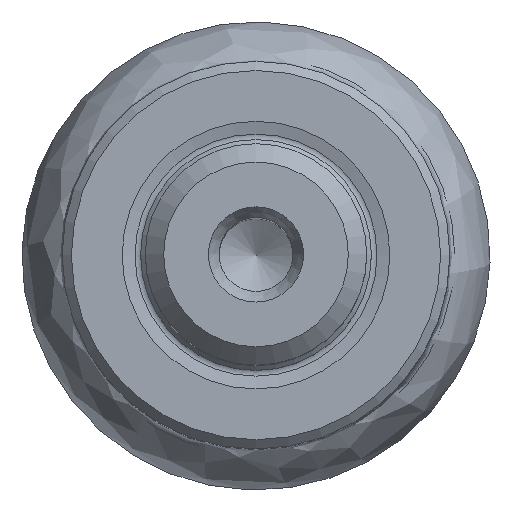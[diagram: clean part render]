
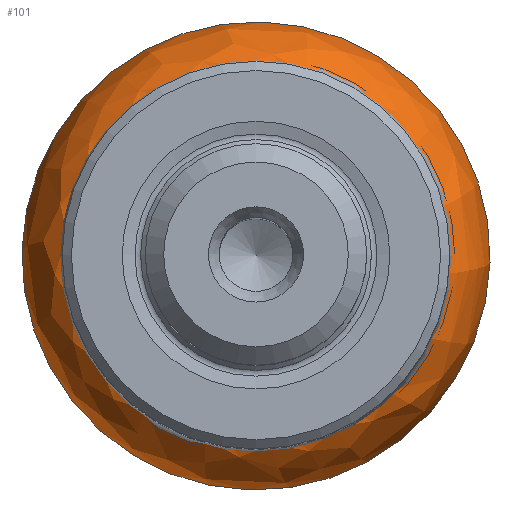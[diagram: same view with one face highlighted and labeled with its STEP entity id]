
A CAD part, top view. The second image highlights one B-rep face of the part: STEP entity #101.
In plain terms, the highlighted face is a revolution surface.
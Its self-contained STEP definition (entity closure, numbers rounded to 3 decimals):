
#31=SURFACE_OF_REVOLUTION('',#306,#32);
#32=AXIS1_PLACEMENT('',#520,#448);
#56=VERTEX_LOOP('',#261);
#101=ADVANCED_FACE('',(#149),#31,.F.);
#149=FACE_BOUND('',#56,.T.);
#261=VERTEX_POINT('',#518);
#306=CIRCLE('',#353,5.);
#353=AXIS2_PLACEMENT_3D('',#519,#446,#447);
#446=DIRECTION('',(0.052,-0.991,-0.122));
#447=DIRECTION('',(0.999,0.052,0.));
#448=DIRECTION('',(0.,0.,-1.));
#518=CARTESIAN_POINT('',(12.675,-0.346,-27.037));
#519=CARTESIAN_POINT('',(7.682,-0.608,-27.037));
#520=CARTESIAN_POINT('',(0.,0.,22.));
